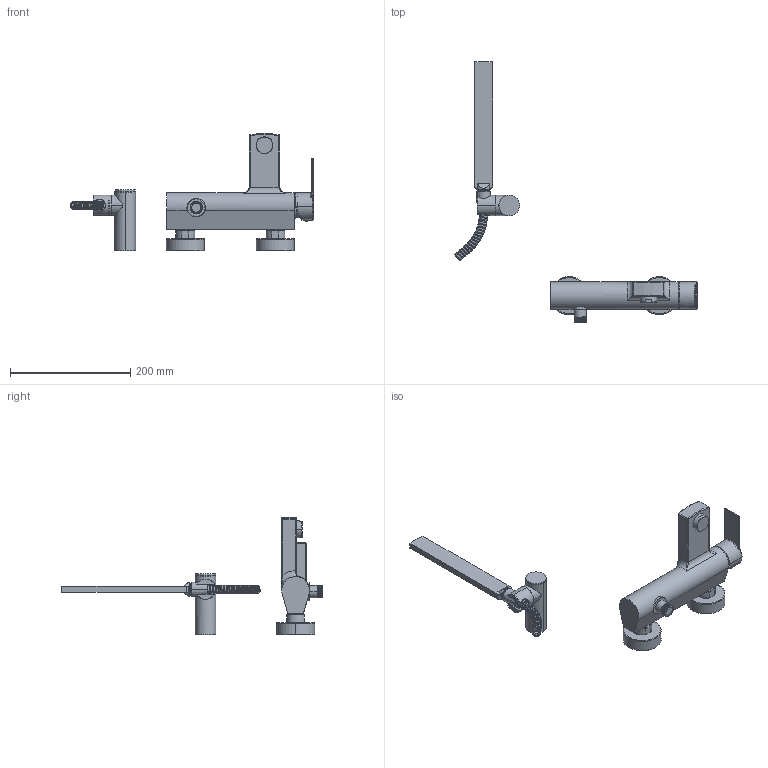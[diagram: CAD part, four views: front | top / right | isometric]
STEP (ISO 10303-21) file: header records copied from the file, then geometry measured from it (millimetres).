
FILE_DESCRIPTION((''),'2;1');
FILE_NAME('TA023CR','2021-01-18T10:06:28',('ut3'),('PAFFONI SpA'),'CREO PARAMETRIC BY PTC INC, 2020044','CREO PARAMETRIC BY PTC INC, 2020044','');
FILE_SCHEMA(('CONFIG_CONTROL_DESIGN','SHAPE_APPEARANCE_LAYERS_GROUPS'));
Products named in the file (1): TA023CR
Bounding box: 403.93 x 434.89 x 195.2 mm (x, y, z)
Volume: 432554.9 mm3; surface area: 267465 mm2
Topology: 4 solids, 5 shells, 785 faces, 1924 edges, 1208 vertices
Faces by surface type: plane 311, cylinder 249, cone 83, bspline 76, torus 52, sphere 14
Entity records: 59814 total; most frequent: CARTESIAN_POINT 35929, ORIENTED_EDGE 3834, DIRECTION 3723, EDGE_CURVE 1917, AXIS2_PLACEMENT_3D 1448, VERTEX_POINT 1207, EDGE_LOOP 882, VECTOR 827
